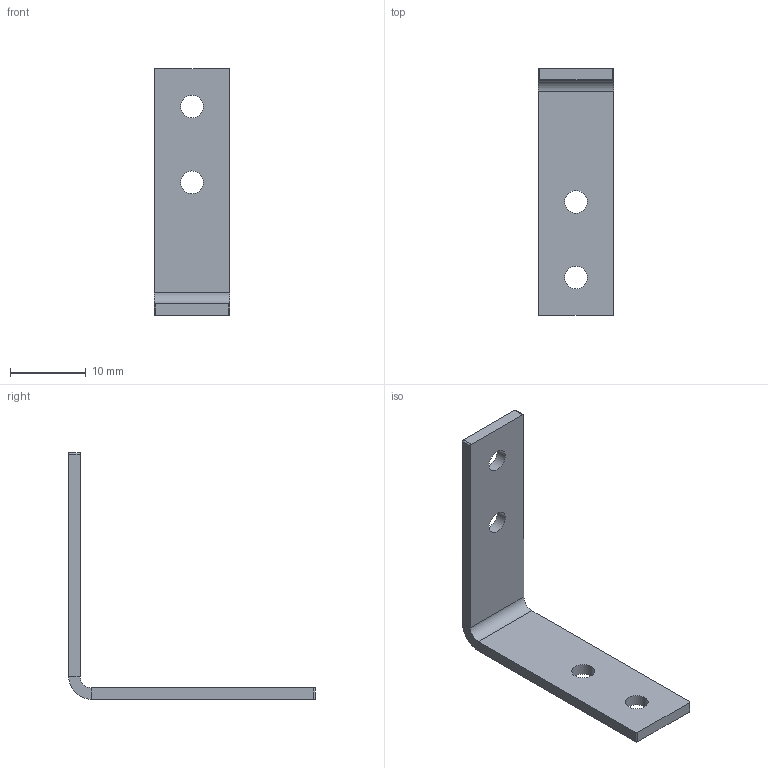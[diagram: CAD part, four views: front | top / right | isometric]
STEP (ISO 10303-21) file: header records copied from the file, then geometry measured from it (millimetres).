
FILE_DESCRIPTION((''),'2;1');
FILE_NAME('100315.stp','2015-07-14T02:29:46',('Jeff'),(''),'Autodesk Inventor 2010','Autodesk Inventor 2010','');
FILE_SCHEMA(('CONFIG_CONTROL_DESIGN'));
Length unit declared in the file: millimetre
Products named in the file (1): 100315
Bounding box: 10 x 32.55 x 32.55 mm (x, y, z)
Volume: 897.2 mm3; surface area: 1470.2 mm2
Topology: 1 solids, 1 shells, 22 faces, 52 edges, 32 vertices
Faces by surface type: plane 11, cylinder 8, bspline 3
Full cylindrical faces by diameter (mm): 3 x2
Entity records: 680 total; most frequent: CARTESIAN_POINT 140, DIRECTION 108, ORIENTED_EDGE 96, EDGE_CURVE 48, AXIS2_PLACEMENT_3D 40, EDGE_LOOP 34, VERTEX_POINT 32, VECTOR 28
